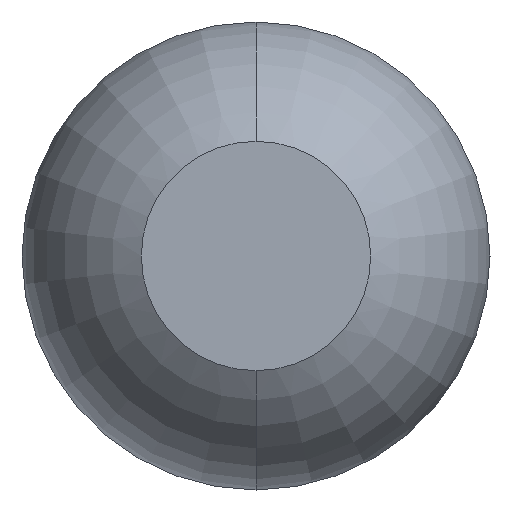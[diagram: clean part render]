
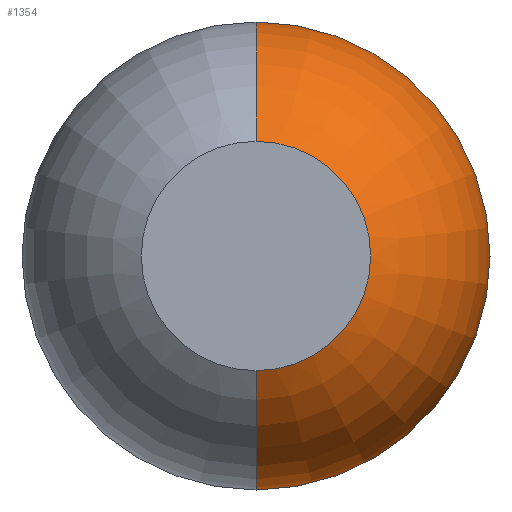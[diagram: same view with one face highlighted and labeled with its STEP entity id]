
A CAD part, front view. The second image highlights one B-rep face of the part: STEP entity #1354.
In plain terms, the highlighted toroidal (fillet/blend) face has major radius 0.01 mm and minor radius 0.5 mm.
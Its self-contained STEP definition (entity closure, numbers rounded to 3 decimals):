
#50 = VERTEX_POINT ( 'NONE', #1375 ) ;
#392 = EDGE_CURVE ( 'NONE', #2720, #3481, #3096, .T. ) ;
#434 = DIRECTION ( 'NONE',  ( 0., 0., 1. ) ) ;
#444 = EDGE_LOOP ( 'NONE', ( #3350, #2667, #752, #3608 ) ) ;
#510 = VERTEX_POINT ( 'NONE', #3668 ) ;
#752 = ORIENTED_EDGE ( 'NONE', *, *, #1609, .T. ) ;
#788 = CARTESIAN_POINT ( 'NONE',  ( 0., -24.961, -0.01 ) ) ;
#803 = CARTESIAN_POINT ( 'NONE',  ( 0., -24.961, 0.01 ) ) ;
#807 = CARTESIAN_POINT ( 'NONE',  ( 0., -25.4, 0. ) ) ;
#1073 = DIRECTION ( 'NONE',  ( 0., -1., 0. ) ) ;
#1116 = CARTESIAN_POINT ( 'NONE',  ( 0., -24.961, 0. ) ) ;
#1354 = ADVANCED_FACE ( 'Defeature ausgef�hrt2_0', ( #1959 ), #1535, .T. ) ;
#1375 = CARTESIAN_POINT ( 'NONE',  ( 0., -24.961, 0.51 ) ) ;
#1429 = CARTESIAN_POINT ( 'NONE',  ( 0., -24.961, -0.51 ) ) ;
#1535 = TOROIDAL_SURFACE ( 'NONE', #1655, 0.01, 0.5 ) ;
#1609 = EDGE_CURVE ( 'Defeature ausgef�hrt2_0+Defeature ausgef�hrt2_12+Defeature ausgef�hrt2_12+Defeature ausgef�hrt2_12', #510, #3481, #1867, .T. ) ;
#1636 = DIRECTION ( 'NONE',  ( -1., 0., 0. ) ) ;
#1655 = AXIS2_PLACEMENT_3D ( 'NONE', #2652, #2641, #3579 ) ;
#1791 = AXIS2_PLACEMENT_3D ( 'NONE', #803, #2916, #3206 ) ;
#1867 = CIRCLE ( 'NONE', #3222, 0.25 ) ;
#1959 = FACE_OUTER_BOUND ( 'NONE', #444, .T. ) ;
#2156 = EDGE_CURVE ( 'Defeature ausgef�hrt2_0+Defeature ausgef�hrt2_6+Defeature ausgef�hrt2_6+Defeature ausgef�hrt2_6', #2720, #50, #3388, .T. ) ;
#2263 = DIRECTION ( 'NONE',  ( 0., 0., 1. ) ) ;
#2313 = DIRECTION ( 'NONE',  ( 0., 0., -1. ) ) ;
#2345 = CIRCLE ( 'NONE', #1791, 0.5 ) ;
#2641 = DIRECTION ( 'NONE',  ( 0., -1., 0. ) ) ;
#2652 = CARTESIAN_POINT ( 'NONE',  ( 0., -24.961, 0. ) ) ;
#2667 = ORIENTED_EDGE ( 'NONE', *, *, #3072, .T. ) ;
#2720 = VERTEX_POINT ( 'NONE', #1429 ) ;
#2916 = DIRECTION ( 'NONE',  ( 1., 0., 0. ) ) ;
#3072 = EDGE_CURVE ( 'NONE', #50, #510, #2345, .T. ) ;
#3096 = CIRCLE ( 'NONE', #3410, 0.5 ) ;
#3206 = DIRECTION ( 'NONE',  ( 0., 0., -1. ) ) ;
#3210 = DIRECTION ( 'NONE',  ( 0., 1., 0. ) ) ;
#3222 = AXIS2_PLACEMENT_3D ( 'NONE', #807, #3210, #2263 ) ;
#3350 = ORIENTED_EDGE ( 'NONE', *, *, #2156, .T. ) ;
#3388 = CIRCLE ( 'NONE', #3755, 0.51 ) ;
#3410 = AXIS2_PLACEMENT_3D ( 'NONE', #788, #1636, #434 ) ;
#3449 = CARTESIAN_POINT ( 'NONE',  ( 0., -25.4, -0.25 ) ) ;
#3481 = VERTEX_POINT ( 'NONE', #3449 ) ;
#3579 = DIRECTION ( 'NONE',  ( 0., 0., -1. ) ) ;
#3608 = ORIENTED_EDGE ( 'NONE', *, *, #392, .F. ) ;
#3668 = CARTESIAN_POINT ( 'NONE',  ( 0., -25.4, 0.25 ) ) ;
#3755 = AXIS2_PLACEMENT_3D ( 'NONE', #1116, #1073, #2313 ) ;
